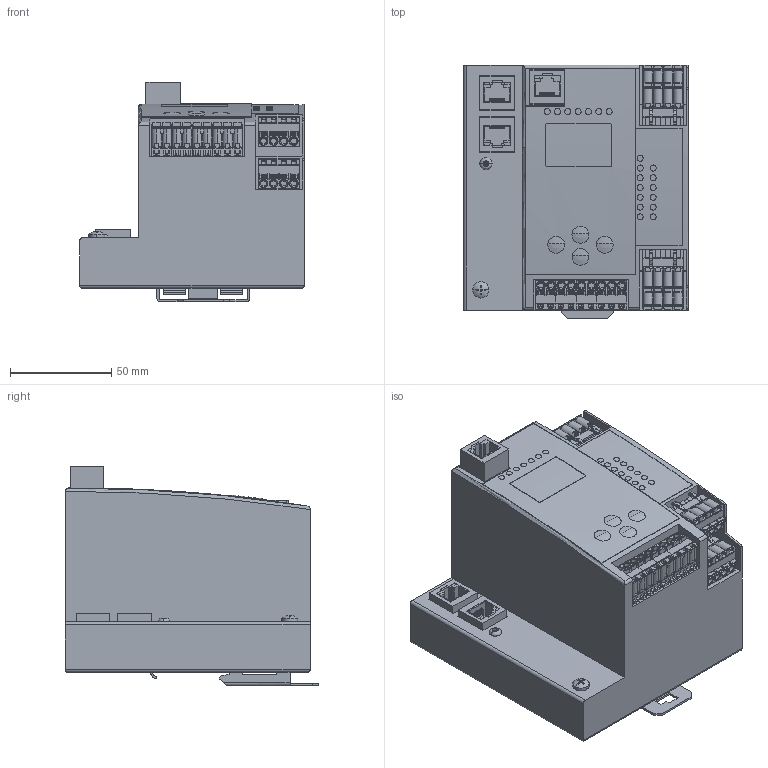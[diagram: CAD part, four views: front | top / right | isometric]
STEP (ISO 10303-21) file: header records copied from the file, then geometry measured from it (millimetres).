
FILE_DESCRIPTION((''),'2;1');
FILE_NAME('DM_CAD-2252_ASM','2016-03-15T',('Creinig-se'),(''),'PRO/ENGINEER BY PARAMETRIC TECHNOLOGY CORPORATION, 2015440','PRO/ENGINEER BY PARAMETRIC TECHNOLOGY CORPORATION, 2015440','');
FILE_SCHEMA(('CONFIG_CONTROL_DESIGN'));
Products named in the file (21): DM_CAD-2252_SW0001; DM_CAD-2252_2448; DM_CAD-2252_2449; DM_CAD-2252_2450_ASM; DM_CAD-2252_2451; DM_CAD-2252_2452_ASM; DM_CAD-2252_2453; DM_CAD-2252_2454_ASM; DM_CAD-2252_2455_ASM; DM_CAD-2252_2456_ASM; DM_CAD-2252_2457; DM_CAD-2252_2458; DM_CAD-2252_2459_ASM; DM_CAD-2252_2462; DM_CAD-2252_2460; DM_CAD-2252_2463; DM_CAD-2252_2464; DM_CAD-2252_2465; DM_CAD-2252_2466; DM_CAD-2252_2469_SW0001; DM_CAD-2252_ASM
Assembly tree (42 placements, depth 5):
  DM_CAD-2252_ASM
    DM_CAD-2252_SW0001
    DM_CAD-2252_2456_ASM
      DM_CAD-2252_2452_ASM
        DM_CAD-2252_2448
        DM_CAD-2252_2450_ASM
          DM_CAD-2252_2449  x7
        DM_CAD-2252_2451
      DM_CAD-2252_2455_ASM
        DM_CAD-2252_2453
        DM_CAD-2252_2454_ASM
          DM_CAD-2252_2449  x13
    DM_CAD-2252_2459_ASM  x2
      DM_CAD-2252_2457
      DM_CAD-2252_2458
    DM_CAD-2252_2462
    DM_CAD-2252_2460
    DM_CAD-2252_2463
    DM_CAD-2252_2464
    DM_CAD-2252_2465  x3
    DM_CAD-2252_2466
    DM_CAD-2252_2469_SW0001
Bounding box: 111 x 125.29 x 108.65 mm (x, y, z)
Volume: 939861 mm3; surface area: 117327.4 mm2
Topology: 39 solids, 108 shells, 4400 faces, 11768 edges, 7674 vertices
Faces by surface type: plane 2805, cylinder 1020, extrusion 420, cone 90, torus 51, sphere 10, bspline 4
Entity records: 134913 total; most frequent: CARTESIAN_POINT 29533, ORIENTED_EDGE 17552, DIRECTION 16083, EDGE_CURVE 8776, VECTOR 6551, LINE 6271, VERTEX_POINT 5720, AXIS2_PLACEMENT_3D 4766
